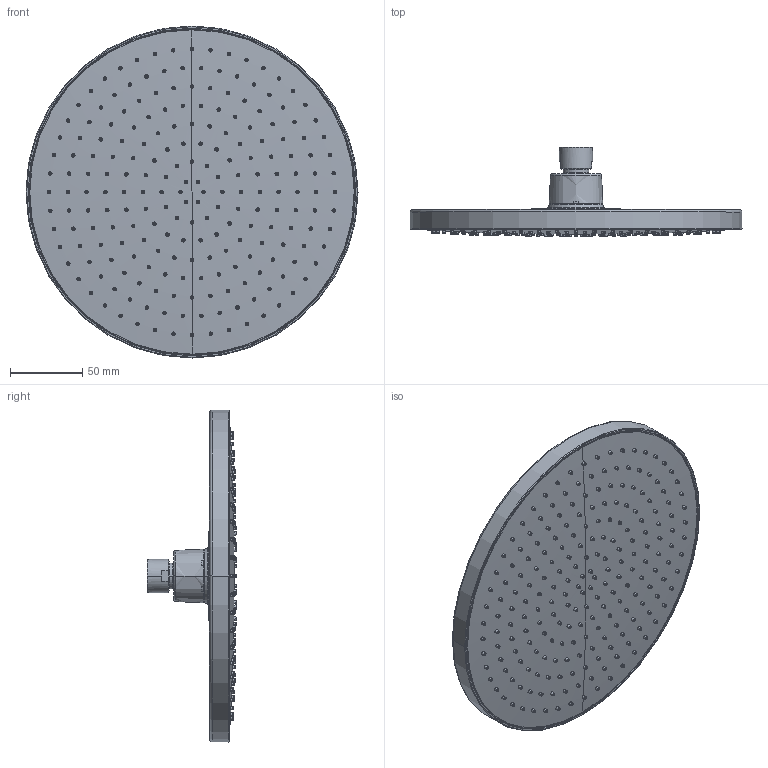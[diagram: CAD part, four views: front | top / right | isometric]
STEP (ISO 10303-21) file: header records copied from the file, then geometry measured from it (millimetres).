
FILE_DESCRIPTION((''),'2;1');
FILE_NAME('P43301_ASM','2023-08-15T10:18:45',('xiaohong_yang'),(''),'CREO PARAMETRIC BY PTC INC, 2021023','CREO PARAMETRIC BY PTC INC, 2021023','');
FILE_SCHEMA(('CONFIG_CONTROL_DESIGN'));
Length unit declared in the file: millimetre
Products named in the file (6): P43301-002; P43300-001; P10202-024; P43300-005; P10100-003; P43301_ASM
Assembly tree (5 placements, depth 2):
  P43301_ASM
    P43301-002
    P43300-001
    P10202-024
    P43300-005
    P10100-003
Bounding box: 229.99 x 62.26 x 229.99 mm (x, y, z)
Volume: 198107.9 mm3; surface area: 205447.4 mm2
Topology: 5 solids, 5 shells, 2307 faces, 5524 edges, 3385 vertices
Faces by surface type: cone 921, torus 486, plane 356, bspline 328, cylinder 119, sphere 89, revolution 8
Entity records: 122699 total; most frequent: CARTESIAN_POINT 71293, ORIENTED_EDGE 10920, DIRECTION 10100, EDGE_CURVE 5460, AXIS2_PLACEMENT_3D 4408, VERTEX_POINT 3385, EDGE_LOOP 2967, CIRCLE 2426
